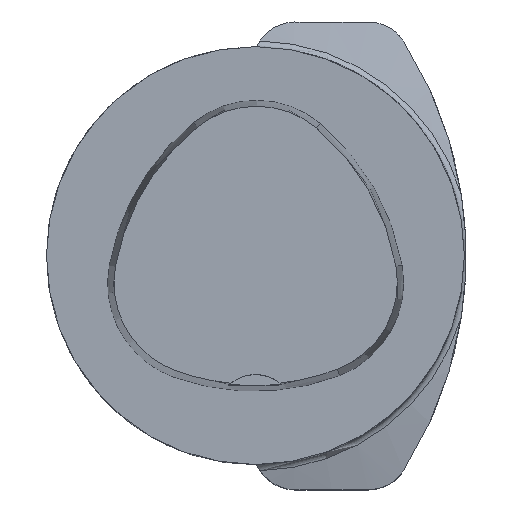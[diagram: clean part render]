
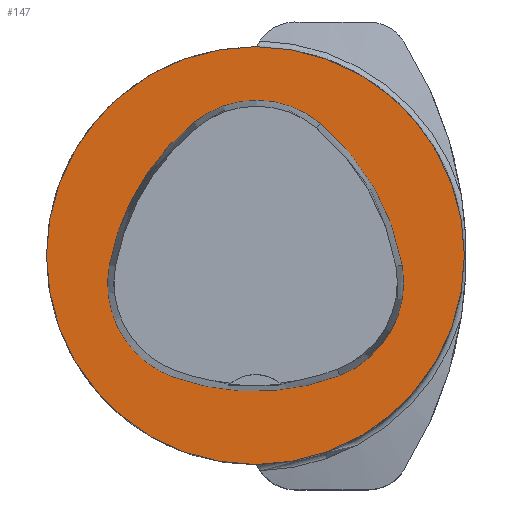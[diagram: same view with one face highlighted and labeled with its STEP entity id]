
A CAD part, top view. The second image highlights one B-rep face of the part: STEP entity #147.
In plain terms, the highlighted planar face has unit normal (0, 0, 1).
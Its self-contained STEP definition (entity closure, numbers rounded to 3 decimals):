
#42=PLANE('',#1073);
#147=ADVANCED_FACE('',(#291,#292),#42,.T.);
#227=CIRCLE('',#1043,31.5);
#228=CIRCLE('',#1049,36.);
#230=CIRCLE('',#1052,15.);
#232=CIRCLE('',#1055,36.);
#234=CIRCLE('',#1058,15.);
#238=CIRCLE('',#1063,36.);
#240=CIRCLE('',#1066,15.);
#291=FACE_BOUND('',#346,.T.);
#292=FACE_BOUND('',#347,.T.);
#346=EDGE_LOOP('',(#491,#492,#493,#494,#495,#496));
#347=EDGE_LOOP('',(#497));
#491=ORIENTED_EDGE('',*,*,#824,.T.);
#492=ORIENTED_EDGE('',*,*,#804,.T.);
#493=ORIENTED_EDGE('',*,*,#808,.T.);
#494=ORIENTED_EDGE('',*,*,#811,.T.);
#495=ORIENTED_EDGE('',*,*,#814,.T.);
#496=ORIENTED_EDGE('',*,*,#822,.T.);
#497=ORIENTED_EDGE('',*,*,#795,.F.);
#702=VERTEX_POINT('',#1522);
#711=VERTEX_POINT('',#1541);
#712=VERTEX_POINT('',#1542);
#715=VERTEX_POINT('',#1550);
#717=VERTEX_POINT('',#1556);
#719=VERTEX_POINT('',#1562);
#726=VERTEX_POINT('',#1583);
#795=EDGE_CURVE('',#702,#702,#227,.T.);
#804=EDGE_CURVE('',#711,#712,#228,.T.);
#808=EDGE_CURVE('',#712,#715,#230,.T.);
#811=EDGE_CURVE('',#715,#717,#232,.T.);
#814=EDGE_CURVE('',#717,#719,#234,.T.);
#822=EDGE_CURVE('',#719,#726,#238,.T.);
#824=EDGE_CURVE('',#726,#711,#240,.T.);
#1043=AXIS2_PLACEMENT_3D('',#1521,#1196,#1197);
#1049=AXIS2_PLACEMENT_3D('',#1540,#1212,#1213);
#1052=AXIS2_PLACEMENT_3D('',#1549,#1220,#1221);
#1055=AXIS2_PLACEMENT_3D('',#1555,#1227,#1228);
#1058=AXIS2_PLACEMENT_3D('',#1561,#1234,#1235);
#1063=AXIS2_PLACEMENT_3D('',#1584,#1246,#1247);
#1066=AXIS2_PLACEMENT_3D('',#1587,#1252,#1253);
#1073=AXIS2_PLACEMENT_3D('',#1594,#1266,#1267);
#1196=DIRECTION('',(0.,0.,-1.));
#1197=DIRECTION('',(-1.,0.,0.));
#1212=DIRECTION('',(0.,0.,-1.));
#1213=DIRECTION('',(-1.,0.,0.));
#1220=DIRECTION('',(0.,0.,-1.));
#1221=DIRECTION('',(-1.,0.,0.));
#1227=DIRECTION('',(0.,0.,-1.));
#1228=DIRECTION('',(-1.,0.,0.));
#1234=DIRECTION('',(0.,0.,-1.));
#1235=DIRECTION('',(-1.,0.,0.));
#1246=DIRECTION('',(0.,0.,-1.));
#1247=DIRECTION('',(-1.,0.,0.));
#1252=DIRECTION('',(0.,0.,-1.));
#1253=DIRECTION('',(-1.,0.,0.));
#1266=DIRECTION('',(0.,0.,1.));
#1267=DIRECTION('',(1.,0.,0.));
#1521=CARTESIAN_POINT('',(0.,0.,0.));
#1522=CARTESIAN_POINT('',(-31.5,0.,0.));
#1540=CARTESIAN_POINT('',(13.398,-7.893,0.));
#1541=CARTESIAN_POINT('',(-22.041,-1.562,0.));
#1542=CARTESIAN_POINT('',(-9.317,20.036,0.));
#1549=CARTESIAN_POINT('',(0.148,8.399,0.));
#1550=CARTESIAN_POINT('',(9.779,19.898,0.));
#1555=CARTESIAN_POINT('',(-13.337,-7.7,0.));
#1556=CARTESIAN_POINT('',(22.122,-1.48,0.));
#1561=CARTESIAN_POINT('',(7.347,-4.071,0.));
#1562=CARTESIAN_POINT('',(12.693,-18.087,0.));
#1583=CARTESIAN_POINT('',(-12.373,-18.307,0.));
#1584=CARTESIAN_POINT('',(-0.137,15.55,0.));
#1587=CARTESIAN_POINT('',(-7.275,-4.2,0.));
#1594=CARTESIAN_POINT('',(0.,0.,0.));
